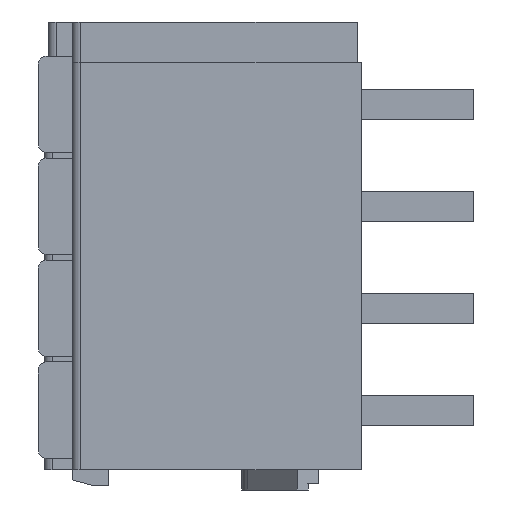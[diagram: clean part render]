
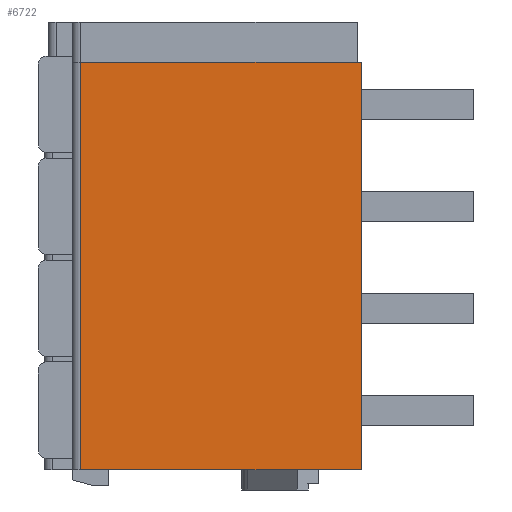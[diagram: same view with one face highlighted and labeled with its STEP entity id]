
A CAD part, left-side view. The second image highlights one B-rep face of the part: STEP entity #6722.
In plain terms, the highlighted planar face has unit normal (-1, 0, 0).
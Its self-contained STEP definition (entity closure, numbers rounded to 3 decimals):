
#777=ORIENTED_EDGE('',*,*,#2077,.T.);
#778=ORIENTED_EDGE('',*,*,#2078,.F.);
#779=ORIENTED_EDGE('',*,*,#2079,.F.);
#780=ORIENTED_EDGE('',*,*,#2075,.T.);
#2075=EDGE_CURVE('',#2667,#2666,#3177,.T.);
#2077=EDGE_CURVE('',#2666,#2668,#3178,.T.);
#2078=EDGE_CURVE('',#2669,#2668,#3179,.T.);
#2079=EDGE_CURVE('',#2667,#2669,#3180,.T.);
#2666=VERTEX_POINT('',#9511);
#2667=VERTEX_POINT('',#9513);
#2668=VERTEX_POINT('',#9517);
#2669=VERTEX_POINT('',#9519);
#3177=LINE('',#9512,#3795);
#3178=LINE('',#9516,#3796);
#3179=LINE('',#9518,#3797);
#3180=LINE('',#9520,#3798);
#3795=VECTOR('',#8005,1000.);
#3796=VECTOR('',#8010,1000.);
#3797=VECTOR('',#8011,1000.);
#3798=VECTOR('',#8012,1000.);
#4126=EDGE_LOOP('',(#777,#778,#779,#780));
#4401=FACE_BOUND('',#4126,.T.);
#4651=PLANE('',#7075);
#6722=ADVANCED_FACE('',(#4401),#4651,.F.);
#7075=AXIS2_PLACEMENT_3D('',#9515,#8008,#8009);
#8005=DIRECTION('',(0.,0.,-1.));
#8008=DIRECTION('',(1.,0.,0.));
#8009=DIRECTION('',(0.,0.,-1.));
#8010=DIRECTION('',(0.,-1.,0.));
#8011=DIRECTION('',(0.,0.,-1.));
#8012=DIRECTION('',(0.,-1.,0.));
#9511=CARTESIAN_POINT('',(-4.2,7.,0.));
#9512=CARTESIAN_POINT('',(-4.2,7.,10.16));
#9513=CARTESIAN_POINT('',(-4.2,7.,10.16));
#9515=CARTESIAN_POINT('',(-4.2,7.,10.16));
#9516=CARTESIAN_POINT('',(-4.2,7.,0.));
#9517=CARTESIAN_POINT('',(-4.2,0.,0.));
#9518=CARTESIAN_POINT('',(-4.2,0.,10.16));
#9519=CARTESIAN_POINT('',(-4.2,0.,10.16));
#9520=CARTESIAN_POINT('',(-4.2,7.,10.16));
